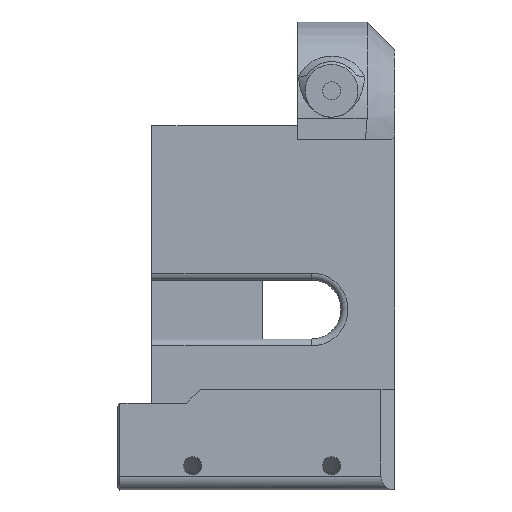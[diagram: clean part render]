
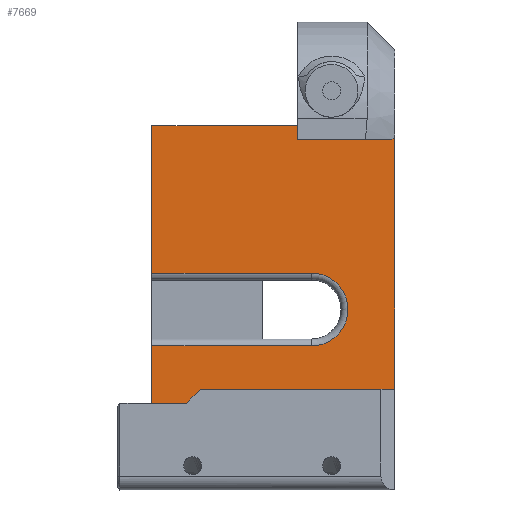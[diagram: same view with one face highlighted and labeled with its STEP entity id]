
A CAD part, left-side view. The second image highlights one B-rep face of the part: STEP entity #7669.
In plain terms, the highlighted planar face has unit normal (-1, 0, 0).
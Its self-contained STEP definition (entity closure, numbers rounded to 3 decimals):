
#362=PLANE('',#8307);
#768=FACE_OUTER_BOUND('',#1211,.T.);
#1211=EDGE_LOOP('',(#6967,#6968,#6969,#6970,#6971,#6972,#6973,#6974,#6975));
#1416=CIRCLE('',#8278,5.25);
#1650=LINE('',#11882,#2380);
#2210=LINE('',#16721,#2940);
#2213=LINE('',#16729,#2943);
#2222=LINE('',#16750,#2952);
#2247=LINE('',#16827,#2977);
#2256=LINE('',#16956,#2986);
#2258=LINE('',#16959,#2988);
#2259=LINE('',#16961,#2989);
#2380=VECTOR('',#8526,10.);
#2940=VECTOR('',#10002,10.);
#2943=VECTOR('',#10011,10.);
#2952=VECTOR('',#10038,10.);
#2977=VECTOR('',#10137,10.);
#2986=VECTOR('',#10198,10.);
#2988=VECTOR('',#10200,10.);
#2989=VECTOR('',#10203,10.);
#3172=VERTEX_POINT('',#11879);
#3173=VERTEX_POINT('',#11881);
#3647=VERTEX_POINT('',#16415);
#3720=VERTEX_POINT('',#16720);
#3721=VERTEX_POINT('',#16724);
#3722=VERTEX_POINT('',#16727);
#3729=VERTEX_POINT('',#16821);
#3730=VERTEX_POINT('',#16825);
#3738=VERTEX_POINT('',#16957);
#3934=EDGE_CURVE('',#3172,#3173,#1650,.T.);
#4759=EDGE_CURVE('',#3720,#3647,#2210,.T.);
#4764=EDGE_CURVE('',#3722,#3721,#2213,.T.);
#4774=EDGE_CURVE('',#3647,#3172,#2222,.T.);
#4807=EDGE_CURVE('',#3729,#3722,#1416,.T.);
#4809=EDGE_CURVE('',#3730,#3729,#2247,.T.);
#4832=EDGE_CURVE('',#3721,#3720,#2256,.T.);
#4834=EDGE_CURVE('',#3738,#3730,#2258,.T.);
#4835=EDGE_CURVE('',#3738,#3173,#2259,.T.);
#6967=ORIENTED_EDGE('',*,*,#4764,.F.);
#6968=ORIENTED_EDGE('',*,*,#4807,.F.);
#6969=ORIENTED_EDGE('',*,*,#4809,.F.);
#6970=ORIENTED_EDGE('',*,*,#4834,.F.);
#6971=ORIENTED_EDGE('',*,*,#4835,.T.);
#6972=ORIENTED_EDGE('',*,*,#3934,.F.);
#6973=ORIENTED_EDGE('',*,*,#4774,.F.);
#6974=ORIENTED_EDGE('',*,*,#4759,.F.);
#6975=ORIENTED_EDGE('',*,*,#4832,.F.);
#7669=ADVANCED_FACE('',(#768),#362,.T.);
#8278=AXIS2_PLACEMENT_3D('',#16823,#10131,#10132);
#8307=AXIS2_PLACEMENT_3D('',#16960,#10201,#10202);
#8526=DIRECTION('',(0.,0.,-1.));
#10002=DIRECTION('',(0.,-1.,0.));
#10011=DIRECTION('',(0.,1.,0.));
#10038=DIRECTION('',(0.,-1.,0.));
#10131=DIRECTION('center_axis',(-1.,0.,0.));
#10132=DIRECTION('ref_axis',(0.,-1.,0.));
#10137=DIRECTION('',(0.,-1.,0.));
#10198=DIRECTION('',(0.,0.,1.));
#10200=DIRECTION('',(0.,0.,1.));
#10201=DIRECTION('center_axis',(-1.,0.,0.));
#10202=DIRECTION('ref_axis',(0.,0.,-1.));
#10203=DIRECTION('',(0.,-1.,0.));
#11879=CARTESIAN_POINT('',(131.217,-154.43,102.75));
#11881=CARTESIAN_POINT('',(131.217,-154.43,62.75));
#11882=CARTESIAN_POINT('',(131.217,-154.43,102.75));
#16415=CARTESIAN_POINT('',(131.217,-140.43,102.75));
#16720=CARTESIAN_POINT('',(131.217,-119.43,102.75));
#16721=CARTESIAN_POINT('',(131.217,-153.43,102.75));
#16724=CARTESIAN_POINT('',(131.217,-119.43,81.5));
#16727=CARTESIAN_POINT('',(131.217,-142.43,81.5));
#16729=CARTESIAN_POINT('',(131.217,-136.43,81.5));
#16750=CARTESIAN_POINT('',(131.217,-153.43,102.75));
#16821=CARTESIAN_POINT('',(131.217,-142.43,71.));
#16823=CARTESIAN_POINT('Origin',(131.217,-142.43,76.25));
#16825=CARTESIAN_POINT('',(131.217,-119.43,71.));
#16827=CARTESIAN_POINT('',(131.217,-145.43,71.));
#16956=CARTESIAN_POINT('',(131.217,-119.43,62.75));
#16957=CARTESIAN_POINT('',(131.217,-119.43,62.75));
#16959=CARTESIAN_POINT('',(131.217,-119.43,62.75));
#16960=CARTESIAN_POINT('Origin',(131.217,-153.43,102.75));
#16961=CARTESIAN_POINT('',(131.217,-153.43,62.75));
